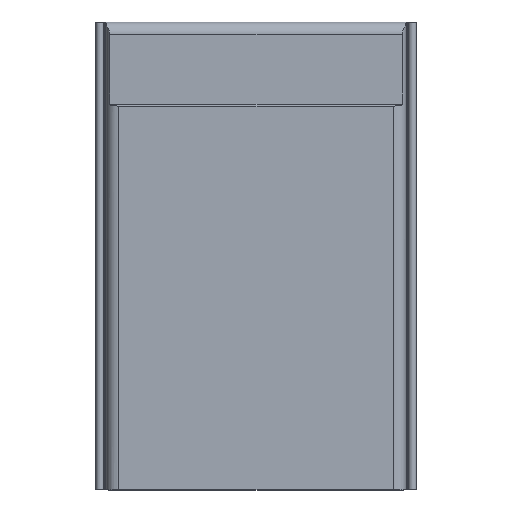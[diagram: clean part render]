
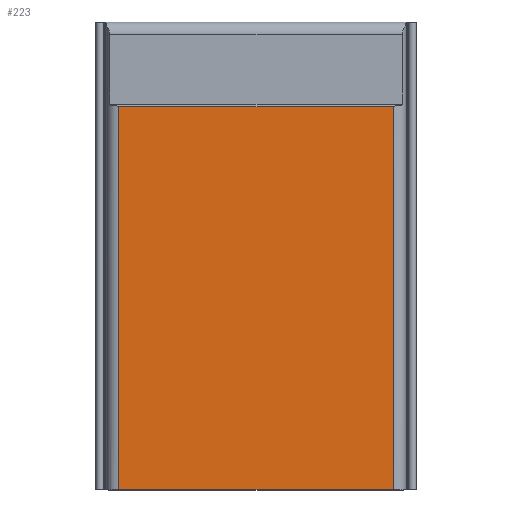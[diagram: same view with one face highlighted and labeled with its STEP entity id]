
A CAD part, top view. The second image highlights one B-rep face of the part: STEP entity #223.
In plain terms, the highlighted planar face has unit normal (0, 0, 1).
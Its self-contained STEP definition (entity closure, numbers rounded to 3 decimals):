
#30 = VERTEX_POINT ( 'NONE', #462 ) ;
#72 = DIRECTION ( 'NONE',  ( 0., -1., 0. ) ) ;
#82 = VERTEX_POINT ( 'NONE', #758 ) ;
#147 = CARTESIAN_POINT ( 'NONE',  ( -10.7, -18.25, 3. ) ) ;
#214 = DIRECTION ( 'NONE',  ( 0., 0., -1. ) ) ;
#223 = ADVANCED_FACE ( 'NONE', ( #584 ), #345, .F. ) ;
#228 = ORIENTED_EDGE ( 'NONE', *, *, #354, .F. ) ;
#236 = ORIENTED_EDGE ( 'NONE', *, *, #316, .T. ) ;
#246 = CARTESIAN_POINT ( 'NONE',  ( -10.7, 18.25, 3. ) ) ;
#269 = EDGE_CURVE ( 'NONE', #297, #30, #630, .T. ) ;
#280 = VECTOR ( 'NONE', #428, 1000. ) ;
#297 = VERTEX_POINT ( 'NONE', #443 ) ;
#316 = EDGE_CURVE ( 'NONE', #467, #82, #611, .T. ) ;
#345 = PLANE ( 'NONE',  #609 ) ;
#354 = EDGE_CURVE ( 'NONE', #297, #82, #796, .T. ) ;
#396 = DIRECTION ( 'NONE',  ( 0., -1., 0. ) ) ;
#417 = CARTESIAN_POINT ( 'NONE',  ( -10.7, 18.25, 3. ) ) ;
#428 = DIRECTION ( 'NONE',  ( -1., 0., 0. ) ) ;
#443 = CARTESIAN_POINT ( 'NONE',  ( 10.7, 11.65, 3. ) ) ;
#448 = LINE ( 'NONE', #246, #580 ) ;
#462 = CARTESIAN_POINT ( 'NONE',  ( -10.7, 11.65, 3. ) ) ;
#467 = VERTEX_POINT ( 'NONE', #625 ) ;
#547 = VECTOR ( 'NONE', #562, 1000. ) ;
#562 = DIRECTION ( 'NONE',  ( 1., 0., 0. ) ) ;
#580 = VECTOR ( 'NONE', #396, 1000. ) ;
#584 = FACE_OUTER_BOUND ( 'NONE', #700, .T. ) ;
#586 = CARTESIAN_POINT ( 'NONE',  ( 10.7, 18.25, 3. ) ) ;
#596 = VECTOR ( 'NONE', #72, 1000. ) ;
#609 = AXIS2_PLACEMENT_3D ( 'NONE', #417, #214, #641 ) ;
#611 = LINE ( 'NONE', #147, #547 ) ;
#613 = ORIENTED_EDGE ( 'NONE', *, *, #269, .T. ) ;
#625 = CARTESIAN_POINT ( 'NONE',  ( -10.7, -18.25, 3. ) ) ;
#630 = LINE ( 'NONE', #863, #280 ) ;
#641 = DIRECTION ( 'NONE',  ( -1., 0., 0. ) ) ;
#652 = ORIENTED_EDGE ( 'NONE', *, *, #956, .T. ) ;
#700 = EDGE_LOOP ( 'NONE', ( #228, #613, #652, #236 ) ) ;
#758 = CARTESIAN_POINT ( 'NONE',  ( 10.7, -18.25, 3. ) ) ;
#796 = LINE ( 'NONE', #586, #596 ) ;
#863 = CARTESIAN_POINT ( 'NONE',  ( 12.501, 11.65, 3. ) ) ;
#956 = EDGE_CURVE ( 'NONE', #30, #467, #448, .T. ) ;
